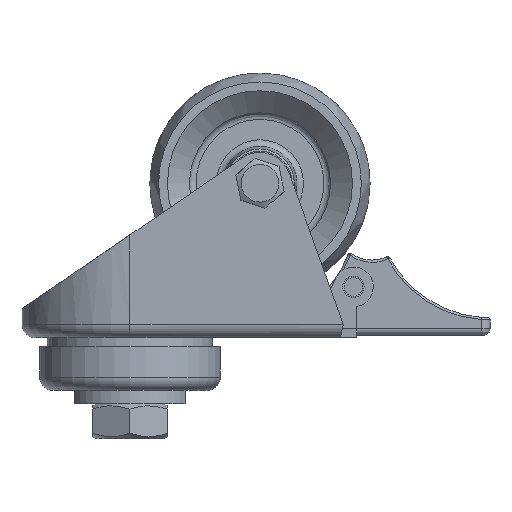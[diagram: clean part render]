
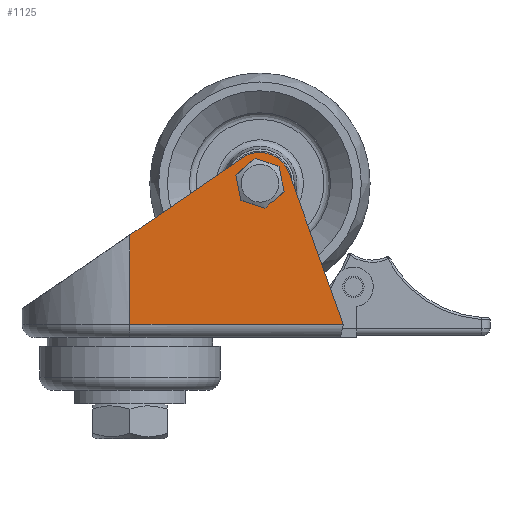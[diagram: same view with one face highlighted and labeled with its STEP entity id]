
A CAD part, left-side view. The second image highlights one B-rep face of the part: STEP entity #1125.
In plain terms, the highlighted planar face has unit normal (-1, 0, 0).
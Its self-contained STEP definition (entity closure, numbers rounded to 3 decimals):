
#444=CARTESIAN_POINT('',(-24.5,-42.423,3.));
#445=VERTEX_POINT('',#444);
#838=CARTESIAN_POINT('',(-24.5,-30.088,37.365));
#839=VERTEX_POINT('',#838);
#846=CARTESIAN_POINT('',(-24.5,-30.088,37.365));
#847=DIRECTION('',(0.,-0.338,-0.941));
#848=VECTOR('',#847,36.511);
#849=LINE('',#846,#848);
#850=EDGE_CURVE('',#839,#445,#849,.T.);
#871=CARTESIAN_POINT('',(-24.5,-19.545,40.775));
#872=VERTEX_POINT('',#871);
#879=CARTESIAN_POINT('',(-24.5,-23.5,35.0));
#880=DIRECTION('',(-1.0,0.,0.));
#881=DIRECTION('',(0.,0.565,0.825));
#882=AXIS2_PLACEMENT_3D('',#879,#880,#881);
#883=CIRCLE('',#882,7.);
#884=EDGE_CURVE('',#839,#872,#883,.T.);
#953=CARTESIAN_POINT('',(-24.5,-23.5,31.9));
#954=VERTEX_POINT('',#953);
#955=CARTESIAN_POINT('',(-24.5,-23.5,35.0));
#956=DIRECTION('',(1.0,0.0,0.0));
#957=DIRECTION('',(0.0,0.0,1.0));
#958=AXIS2_PLACEMENT_3D('',#955,#956,#957);
#959=CIRCLE('',#958,3.1);
#960=EDGE_CURVE('',#954,#954,#959,.T.);
#1006=CARTESIAN_POINT('',(-24.5,6.0,3.));
#1007=VERTEX_POINT('',#1006);
#1032=CARTESIAN_POINT('',(-24.5,-42.423,3.));
#1033=DIRECTION('',(0.0,1.0,0.0));
#1034=VECTOR('',#1033,48.423);
#1035=LINE('',#1032,#1034);
#1036=EDGE_CURVE('',#445,#1007,#1035,.T.);
#1086=CARTESIAN_POINT('',(-24.5,6.,23.28));
#1087=VERTEX_POINT('',#1086);
#1088=CARTESIAN_POINT('',(-24.5,6.0,23.28));
#1089=DIRECTION('',(0.0,0.0,-1.0));
#1090=VECTOR('',#1089,20.28);
#1091=LINE('',#1088,#1090);
#1092=EDGE_CURVE('',#1087,#1007,#1091,.T.);
#1105=CARTESIAN_POINT('',(-24.5,-30.5,0.0));
#1106=DIRECTION('',(-1.0,0.0,0.0));
#1107=DIRECTION('',(0.0,0.0,1.0));
#1108=AXIS2_PLACEMENT_3D('',#1105,#1106,#1107);
#1109=PLANE('',#1108);
#1110=ORIENTED_EDGE('',*,*,#1036,.F.);
#1111=ORIENTED_EDGE('',*,*,#850,.F.);
#1112=ORIENTED_EDGE('',*,*,#884,.T.);
#1113=CARTESIAN_POINT('',(-24.5,-19.545,40.775));
#1114=DIRECTION('',(0.,0.825,-0.565));
#1115=VECTOR('',#1114,30.961);
#1116=LINE('',#1113,#1115);
#1117=EDGE_CURVE('',#872,#1087,#1116,.T.);
#1118=ORIENTED_EDGE('',*,*,#1117,.T.);
#1119=ORIENTED_EDGE('',*,*,#1092,.T.);
#1120=EDGE_LOOP('',(#1110,#1111,#1112,#1118,#1119));
#1121=FACE_OUTER_BOUND('',#1120,.T.);
#1122=ORIENTED_EDGE('',*,*,#960,.T.);
#1123=EDGE_LOOP('',(#1122));
#1124=FACE_BOUND('',#1123,.T.);
#1125=ADVANCED_FACE('',(#1121,#1124),#1109,.T.);
